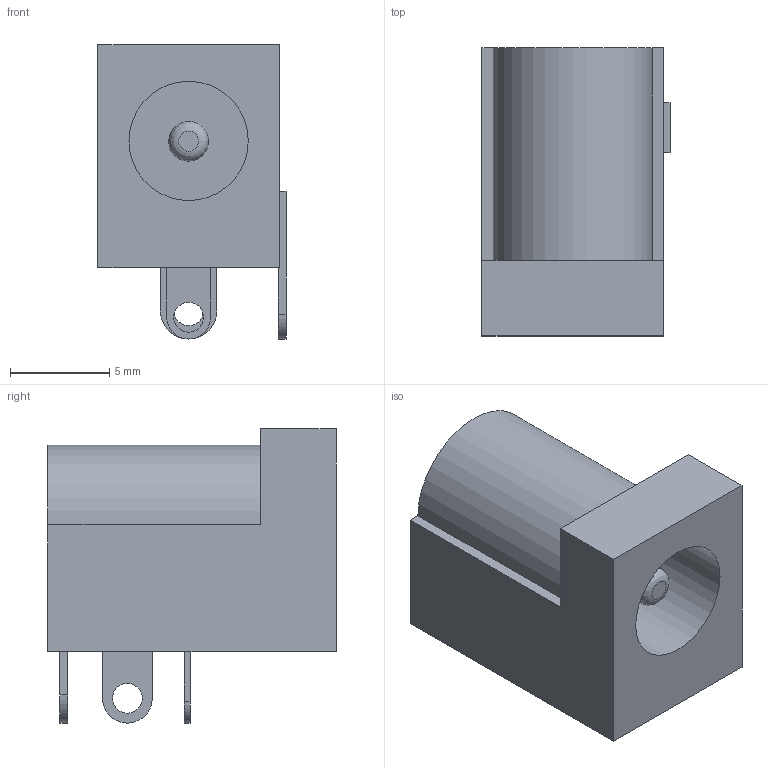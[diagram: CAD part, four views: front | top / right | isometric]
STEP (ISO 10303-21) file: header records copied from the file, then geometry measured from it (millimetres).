
FILE_DESCRIPTION(('FreeCAD Model'),'2;1');
FILE_NAME( 'jack-2.1mm.step', '2016-07-22T12:22:49',(''),(''),'Open CASCADE STEP processor 6.8', 'FreeCAD','Unknown');
FILE_SCHEMA(('AUTOMOTIVE_DESIGN_CC2 { 1 2 10303 214 -1 1 5 4 }'));
Length unit declared in the file: inch
Products named in the file (2): ASSEMBLY; jack_DC_2.1mm_PCB
Assembly tree (1 placements, depth 2):
  ASSEMBLY
    jack_DC_2.1mm_PCB
Bounding box: 9.46 x 14.5 x 14.8 mm (x, y, z)
Volume: 1056.1 mm3; surface area: 1013.7 mm2
Topology: 1 solids, 1 shells, 34 faces, 83 edges, 55 vertices
Faces by surface type: plane 24, cylinder 9, revolution 1
Full cylindrical faces by diameter (mm): 1.5 x3, 2 x1, 6 x1
Entity records: 2366 total; most frequent: CARTESIAN_POINT 379, DIRECTION 323, LINE 197, VECTOR 197, ORIENTED_EDGE 166, PCURVE 166, DEFINITIONAL_REPRESENTATION 166, EDGE_CURVE 83
